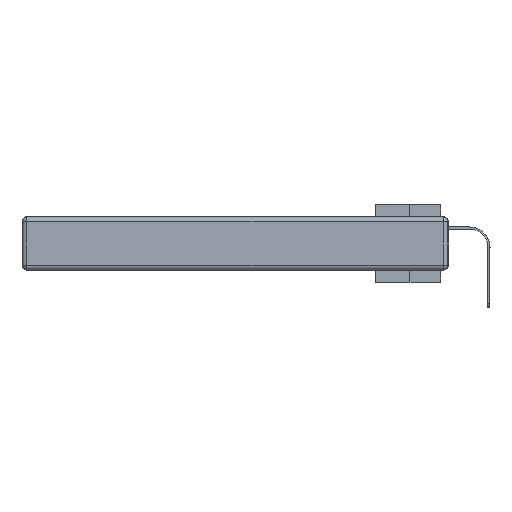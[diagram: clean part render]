
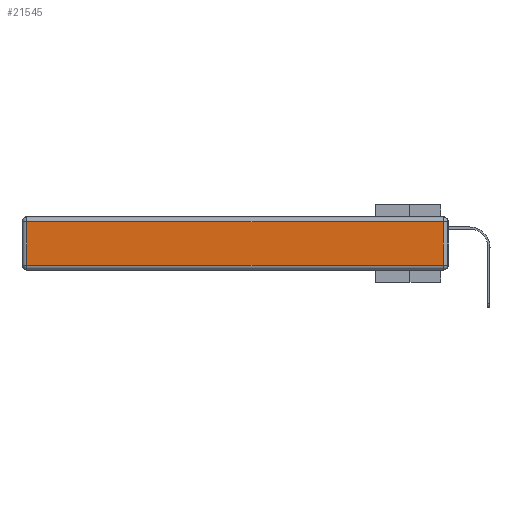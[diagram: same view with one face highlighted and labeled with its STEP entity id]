
A CAD part, left-side view. The second image highlights one B-rep face of the part: STEP entity #21545.
In plain terms, the highlighted planar face has unit normal (-1, 0, 0).
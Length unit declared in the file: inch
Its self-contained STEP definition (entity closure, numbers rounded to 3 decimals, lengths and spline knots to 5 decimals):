
#1671 = CARTESIAN_POINT ( 'NONE',  ( 0., 0.03, -0.313 ) ) ;
#1776 = VERTEX_POINT ( 'NONE', #23354 ) ;
#3812 = CARTESIAN_POINT ( 'NONE',  ( 0., 2.75, -0.03 ) ) ;
#4555 = CARTESIAN_POINT ( 'NONE',  ( 0., 0., -0.313 ) ) ;
#5042 = CARTESIAN_POINT ( 'NONE',  ( 0., 0., -0.343 ) ) ;
#5692 = EDGE_CURVE ( 'NONE', #34404, #32620, #24055, .T. ) ;
#5887 = CARTESIAN_POINT ( 'NONE',  ( 0., 0.03, -0.03 ) ) ;
#6417 = LINE ( 'NONE', #35369, #28103 ) ;
#7155 = PLANE ( 'NONE',  #33986 ) ;
#7688 = ORIENTED_EDGE ( 'NONE', *, *, #11407, .T. ) ;
#8700 = CARTESIAN_POINT ( 'NONE',  ( 0., 2.72, -0.343 ) ) ;
#9389 = DIRECTION ( 'NONE',  ( 0., 1., 0. ) ) ;
#10973 = EDGE_CURVE ( 'NONE', #23482, #34404, #6417, .T. ) ;
#11407 = EDGE_CURVE ( 'NONE', #32620, #1776, #35715, .T. ) ;
#16694 = VECTOR ( 'NONE', #26271, 39.37008 ) ;
#16899 = DIRECTION ( 'NONE',  ( 0., -1., 0. ) ) ;
#19122 = FACE_OUTER_BOUND ( 'NONE', #37284, .T. ) ;
#20053 = VECTOR ( 'NONE', #16899, 39.37008 ) ;
#21545 = ADVANCED_FACE ( 'NONE', ( #19122 ), #7155, .T. ) ;
#23354 = CARTESIAN_POINT ( 'NONE',  ( 0., 2.72, -0.313 ) ) ;
#23482 = VERTEX_POINT ( 'NONE', #1671 ) ;
#24055 = LINE ( 'NONE', #3812, #27336 ) ;
#24576 = ORIENTED_EDGE ( 'NONE', *, *, #34225, .T. ) ;
#24894 = DIRECTION ( 'NONE',  ( -1., 0., 0. ) ) ;
#26271 = DIRECTION ( 'NONE',  ( 0., 0., -1. ) ) ;
#27336 = VECTOR ( 'NONE', #9389, 39.37008 ) ;
#28019 = ORIENTED_EDGE ( 'NONE', *, *, #5692, .T. ) ;
#28103 = VECTOR ( 'NONE', #32306, 39.37008 ) ;
#28906 = CARTESIAN_POINT ( 'NONE',  ( 0., 2.72, -0.03 ) ) ;
#30898 = DIRECTION ( 'NONE',  ( 0., 0., 1. ) ) ;
#30993 = LINE ( 'NONE', #4555, #20053 ) ;
#32306 = DIRECTION ( 'NONE',  ( 0., 0., 1. ) ) ;
#32620 = VERTEX_POINT ( 'NONE', #28906 ) ;
#33986 = AXIS2_PLACEMENT_3D ( 'NONE', #5042, #24894, #30898 ) ;
#34225 = EDGE_CURVE ( 'NONE', #1776, #23482, #30993, .T. ) ;
#34404 = VERTEX_POINT ( 'NONE', #5887 ) ;
#35201 = ORIENTED_EDGE ( 'NONE', *, *, #10973, .T. ) ;
#35369 = CARTESIAN_POINT ( 'NONE',  ( 0., 0.03, -0.343 ) ) ;
#35715 = LINE ( 'NONE', #8700, #16694 ) ;
#37284 = EDGE_LOOP ( 'NONE', ( #24576, #35201, #28019, #7688 ) ) ;
